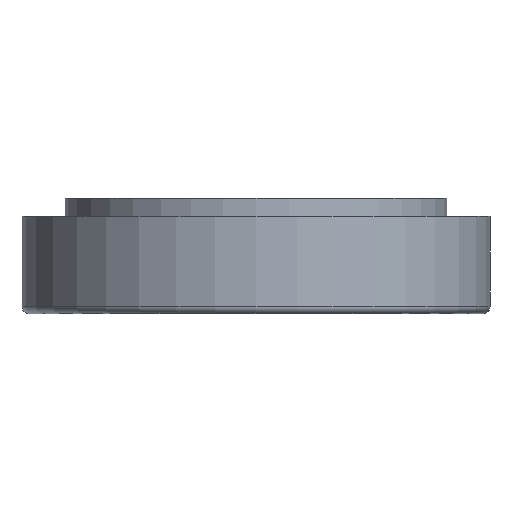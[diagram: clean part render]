
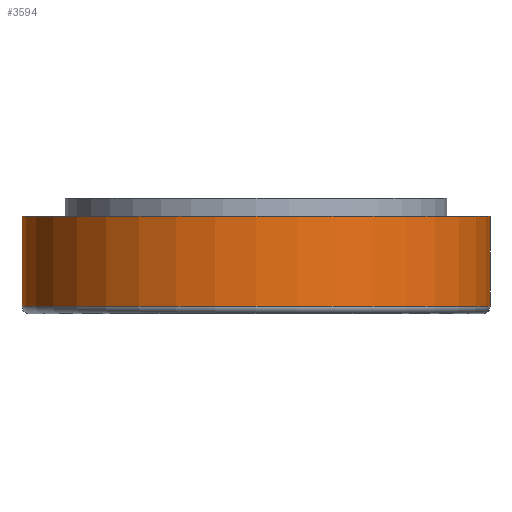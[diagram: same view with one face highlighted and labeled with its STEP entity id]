
A CAD part, front view. The second image highlights one B-rep face of the part: STEP entity #3594.
In plain terms, the highlighted cylindrical face has radius 103.188 mm (diameter 206.375 mm), a partial arc.
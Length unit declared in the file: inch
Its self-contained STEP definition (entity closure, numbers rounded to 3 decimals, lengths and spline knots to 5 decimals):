
#47 = LINE ( 'NONE', #3101, #3030 ) ;
#80 = AXIS2_PLACEMENT_3D ( 'NONE', #3397, #2216, #3163 ) ;
#86 = EDGE_CURVE ( 'NONE', #3121, #1576, #2508, .T. ) ;
#145 = FACE_OUTER_BOUND ( 'NONE', #2111, .T. ) ;
#179 = CARTESIAN_POINT ( 'NONE',  ( 4.0625, 0., -1.4975 ) ) ;
#203 = CARTESIAN_POINT ( 'NONE',  ( -4.0625, 0., -0.875 ) ) ;
#237 = CARTESIAN_POINT ( 'NONE',  ( -4.0625, 0., -0.875 ) ) ;
#240 = EDGE_CURVE ( 'NONE', #1034, #3648, #2995, .T. ) ;
#262 = EDGE_CURVE ( 'NONE', #3244, #3011, #1163, .T. ) ;
#288 = EDGE_CURVE ( 'NONE', #3244, #2434, #2025, .T. ) ;
#367 = EDGE_CURVE ( 'NONE', #3513, #1023, #2663, .T. ) ;
#375 = EDGE_CURVE ( 'NONE', #1576, #475, #3296, .T. ) ;
#422 = DIRECTION ( 'NONE',  ( 0., 0., -1. ) ) ;
#455 = CARTESIAN_POINT ( 'NONE',  ( 4.0625, 0., -1.5 ) ) ;
#475 = VERTEX_POINT ( 'NONE', #1018 ) ;
#535 = CARTESIAN_POINT ( 'NONE',  ( -4.0625, 0., 0. ) ) ;
#583 = CIRCLE ( 'NONE', #2723, 4.0625 ) ;
#622 = CARTESIAN_POINT ( 'NONE',  ( 0., 0., -0.3125 ) ) ;
#685 = EDGE_CURVE ( 'NONE', #3011, #861, #583, .T. ) ;
#688 = EDGE_CURVE ( 'NONE', #2011, #2434, #47, .T. ) ;
#711 = CARTESIAN_POINT ( 'NONE',  ( -4.0625, 0., -0.8775 ) ) ;
#827 = AXIS2_PLACEMENT_3D ( 'NONE', #3180, #2892, #2028 ) ;
#835 = LINE ( 'NONE', #2998, #3484 ) ;
#861 = VERTEX_POINT ( 'NONE', #3589 ) ;
#899 = VECTOR ( 'NONE', #422, 39.37008 ) ;
#928 = DIRECTION ( 'NONE',  ( 0., 0., 1. ) ) ;
#944 = CARTESIAN_POINT ( 'NONE',  ( -4.0625, 0., -0.3125 ) ) ;
#1018 = CARTESIAN_POINT ( 'NONE',  ( 4.0625, 0., -1.875 ) ) ;
#1023 = VERTEX_POINT ( 'NONE', #2818 ) ;
#1034 = VERTEX_POINT ( 'NONE', #1838 ) ;
#1062 = LINE ( 'NONE', #3468, #899 ) ;
#1099 = CARTESIAN_POINT ( 'NONE',  ( -4.0625, 0., -1.4975 ) ) ;
#1101 = VECTOR ( 'NONE', #1141, 39.37008 ) ;
#1141 = DIRECTION ( 'NONE',  ( 0., 0., 1. ) ) ;
#1163 = LINE ( 'NONE', #535, #3405 ) ;
#1190 = DIRECTION ( 'NONE',  ( 0., 0., -1. ) ) ;
#1326 = EDGE_CURVE ( 'NONE', #2011, #3648, #1475, .T. ) ;
#1377 = ORIENTED_EDGE ( 'NONE', *, *, #86, .F. ) ;
#1385 = CYLINDRICAL_SURFACE ( 'NONE', #827, 4.0625 ) ;
#1387 = ORIENTED_EDGE ( 'NONE', *, *, #240, .F. ) ;
#1475 = LINE ( 'NONE', #2124, #3289 ) ;
#1555 = ORIENTED_EDGE ( 'NONE', *, *, #288, .T. ) ;
#1576 = VERTEX_POINT ( 'NONE', #455 ) ;
#1649 = ORIENTED_EDGE ( 'NONE', *, *, #688, .F. ) ;
#1752 = VECTOR ( 'NONE', #2682, 39.37008 ) ;
#1827 = DIRECTION ( 'NONE',  ( 0., 0., -1. ) ) ;
#1838 = CARTESIAN_POINT ( 'NONE',  ( -4.0625, 0., -1.875 ) ) ;
#2011 = VERTEX_POINT ( 'NONE', #1099 ) ;
#2025 = LINE ( 'NONE', #237, #3148 ) ;
#2028 = DIRECTION ( 'NONE',  ( 1., 0., 0. ) ) ;
#2075 = VECTOR ( 'NONE', #3537, 39.37008 ) ;
#2111 = EDGE_LOOP ( 'NONE', ( #1649, #3637, #1387, #2220, #2547, #1377, #3049, #3655, #2925, #3325, #2348, #1555 ) ) ;
#2124 = CARTESIAN_POINT ( 'NONE',  ( -4.0625, 0., -1.4975 ) ) ;
#2216 = DIRECTION ( 'NONE',  ( 0., 0., 1. ) ) ;
#2220 = ORIENTED_EDGE ( 'NONE', *, *, #2699, .T. ) ;
#2277 = CIRCLE ( 'NONE', #80, 4.0625 ) ;
#2348 = ORIENTED_EDGE ( 'NONE', *, *, #262, .F. ) ;
#2352 = CARTESIAN_POINT ( 'NONE',  ( -4.0625, 0., -1.5 ) ) ;
#2366 = CARTESIAN_POINT ( 'NONE',  ( 4.0625, 0., -0.875 ) ) ;
#2400 = EDGE_CURVE ( 'NONE', #861, #3513, #1062, .T. ) ;
#2434 = VERTEX_POINT ( 'NONE', #711 ) ;
#2508 = LINE ( 'NONE', #3646, #3399 ) ;
#2547 = ORIENTED_EDGE ( 'NONE', *, *, #375, .F. ) ;
#2623 = DIRECTION ( 'NONE',  ( 0., 0., 1. ) ) ;
#2663 = LINE ( 'NONE', #2366, #1752 ) ;
#2682 = DIRECTION ( 'NONE',  ( 0., 0., -1. ) ) ;
#2699 = EDGE_CURVE ( 'NONE', #1034, #475, #2277, .T. ) ;
#2723 = AXIS2_PLACEMENT_3D ( 'NONE', #622, #928, #3396 ) ;
#2818 = CARTESIAN_POINT ( 'NONE',  ( 4.0625, 0., -0.8775 ) ) ;
#2892 = DIRECTION ( 'NONE',  ( 0., 0., 1. ) ) ;
#2925 = ORIENTED_EDGE ( 'NONE', *, *, #2400, .F. ) ;
#2995 = LINE ( 'NONE', #3558, #1101 ) ;
#2998 = CARTESIAN_POINT ( 'NONE',  ( 4.0625, 0., 0. ) ) ;
#3011 = VERTEX_POINT ( 'NONE', #944 ) ;
#3030 = VECTOR ( 'NONE', #3996, 39.37008 ) ;
#3049 = ORIENTED_EDGE ( 'NONE', *, *, #3746, .T. ) ;
#3101 = CARTESIAN_POINT ( 'NONE',  ( -4.0625, 0., 0. ) ) ;
#3121 = VERTEX_POINT ( 'NONE', #179 ) ;
#3148 = VECTOR ( 'NONE', #3887, 39.37008 ) ;
#3163 = DIRECTION ( 'NONE',  ( 1., 0., 0. ) ) ;
#3180 = CARTESIAN_POINT ( 'NONE',  ( 0., 0., 0. ) ) ;
#3244 = VERTEX_POINT ( 'NONE', #203 ) ;
#3269 = DIRECTION ( 'NONE',  ( 0., 0., 1. ) ) ;
#3289 = VECTOR ( 'NONE', #1190, 39.37008 ) ;
#3296 = LINE ( 'NONE', #3313, #2075 ) ;
#3313 = CARTESIAN_POINT ( 'NONE',  ( 4.0625, 0., 0. ) ) ;
#3325 = ORIENTED_EDGE ( 'NONE', *, *, #685, .F. ) ;
#3394 = CARTESIAN_POINT ( 'NONE',  ( 4.0625, 0., -0.875 ) ) ;
#3396 = DIRECTION ( 'NONE',  ( 1., 0., 0. ) ) ;
#3397 = CARTESIAN_POINT ( 'NONE',  ( 0., 0., -1.875 ) ) ;
#3399 = VECTOR ( 'NONE', #1827, 39.37008 ) ;
#3405 = VECTOR ( 'NONE', #2623, 39.37008 ) ;
#3468 = CARTESIAN_POINT ( 'NONE',  ( 4.0625, 0., 0. ) ) ;
#3484 = VECTOR ( 'NONE', #3269, 39.37008 ) ;
#3513 = VERTEX_POINT ( 'NONE', #3394 ) ;
#3537 = DIRECTION ( 'NONE',  ( 0., 0., -1. ) ) ;
#3558 = CARTESIAN_POINT ( 'NONE',  ( -4.0625, 0., 0. ) ) ;
#3589 = CARTESIAN_POINT ( 'NONE',  ( 4.0625, 0., -0.3125 ) ) ;
#3594 = ADVANCED_FACE ( 'NONE', ( #145 ), #1385, .T. ) ;
#3637 = ORIENTED_EDGE ( 'NONE', *, *, #1326, .T. ) ;
#3646 = CARTESIAN_POINT ( 'NONE',  ( 4.0625, 0., -1.4975 ) ) ;
#3648 = VERTEX_POINT ( 'NONE', #2352 ) ;
#3655 = ORIENTED_EDGE ( 'NONE', *, *, #367, .F. ) ;
#3746 = EDGE_CURVE ( 'NONE', #3121, #1023, #835, .T. ) ;
#3887 = DIRECTION ( 'NONE',  ( 0., 0., -1. ) ) ;
#3996 = DIRECTION ( 'NONE',  ( 0., 0., 1. ) ) ;
